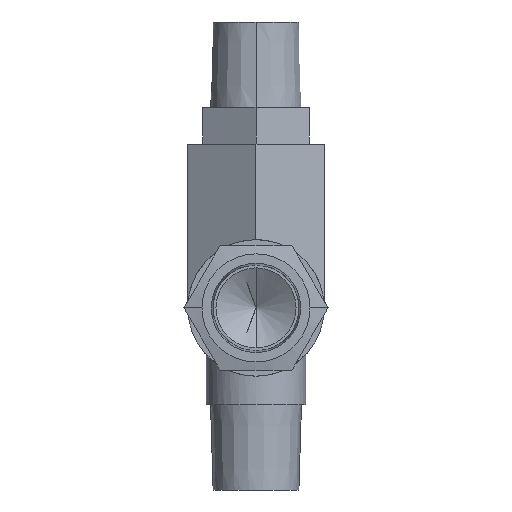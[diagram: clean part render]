
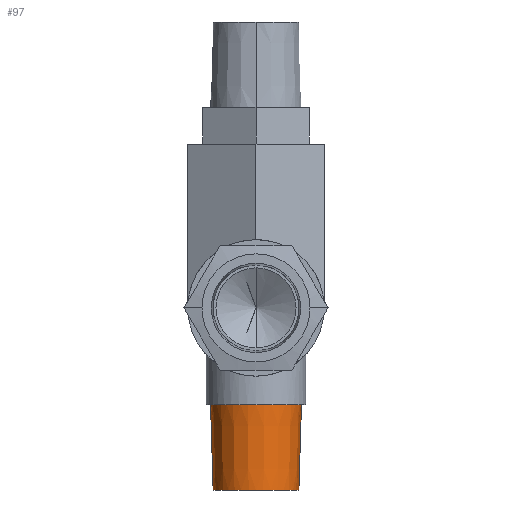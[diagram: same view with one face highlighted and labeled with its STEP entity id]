
A CAD part, front view. The second image highlights one B-rep face of the part: STEP entity #97.
In plain terms, the highlighted conical face has half-angle 1.715 degrees and reference radius 8.11 mm.
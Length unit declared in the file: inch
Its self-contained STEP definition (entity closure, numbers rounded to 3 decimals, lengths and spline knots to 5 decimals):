
#4 = CIRCLE ( 'NONE', #45, 0.30133 ) ;
#6 = CIRCLE ( 'NONE', #35, 0.31929 ) ;
#35 = AXIS2_PLACEMENT_3D ( 'NONE', #872, #870, #869 ) ;
#45 = AXIS2_PLACEMENT_3D ( 'NONE', #868, #867, #865 ) ;
#97 = ADVANCED_FACE ( 'NONE', ( #1885 ), #1561, .T. ) ;
#220 = EDGE_CURVE ( 'NONE', #1932, #1935, #1769, .T. ) ;
#223 = EDGE_CURVE ( 'NONE', #1933, #1934, #1768, .T. ) ;
#341 = CARTESIAN_POINT ( 'NONE',  ( 0.31929, 0.7, -0.679 ) ) ;
#343 = CARTESIAN_POINT ( 'NONE',  ( -0.31929, 0.7, -0.679 ) ) ;
#345 = CARTESIAN_POINT ( 'NONE',  ( -0.30133, 0.7, -1.279 ) ) ;
#346 = CARTESIAN_POINT ( 'NONE',  ( 0.30133, 0.7, -1.279 ) ) ;
#515 = EDGE_CURVE ( 'NONE', #1934, #1935, #6, .T. ) ;
#516 = EDGE_CURVE ( 'NONE', #1933, #1932, #4, .T. ) ;
#865 = DIRECTION ( 'NONE',  ( 1., 0., 0. ) ) ;
#867 = DIRECTION ( 'NONE',  ( 0., 0., 1. ) ) ;
#868 = CARTESIAN_POINT ( 'NONE',  ( 0., 0.7, -1.279 ) ) ;
#869 = DIRECTION ( 'NONE',  ( 1., 0., 0. ) ) ;
#870 = DIRECTION ( 'NONE',  ( 0., 0., 1. ) ) ;
#872 = CARTESIAN_POINT ( 'NONE',  ( 0., 0.7, -0.679 ) ) ;
#1245 = ORIENTED_EDGE ( 'NONE', *, *, #220, .T. ) ;
#1246 = ORIENTED_EDGE ( 'NONE', *, *, #516, .T. ) ;
#1247 = ORIENTED_EDGE ( 'NONE', *, *, #515, .F. ) ;
#1254 = ORIENTED_EDGE ( 'NONE', *, *, #223, .F. ) ;
#1358 = EDGE_LOOP ( 'NONE', ( #1254, #1246, #1245, #1247 ) ) ;
#1561 = CONICAL_SURFACE ( 'NONE', #1568, 0.31929, 0.03 ) ;
#1568 = AXIS2_PLACEMENT_3D ( 'NONE', #2752, #2749, #2743 ) ;
#1768 = LINE ( 'NONE', #2329, #2115 ) ;
#1769 = LINE ( 'NONE', #2337, #2124 ) ;
#1885 = FACE_OUTER_BOUND ( 'NONE', #1358, .T. ) ;
#1932 = VERTEX_POINT ( 'NONE', #346 ) ;
#1933 = VERTEX_POINT ( 'NONE', #345 ) ;
#1934 = VERTEX_POINT ( 'NONE', #343 ) ;
#1935 = VERTEX_POINT ( 'NONE', #341 ) ;
#2115 = VECTOR ( 'NONE', #2328, 39.37008 ) ;
#2124 = VECTOR ( 'NONE', #2336, 39.37008 ) ;
#2328 = DIRECTION ( 'NONE',  ( -0.03, 0., 1. ) ) ;
#2329 = CARTESIAN_POINT ( 'NONE',  ( -0.31929, 0.7, -0.679 ) ) ;
#2336 = DIRECTION ( 'NONE',  ( 0.03, 0., 1. ) ) ;
#2337 = CARTESIAN_POINT ( 'NONE',  ( 0.31929, 0.7, -0.679 ) ) ;
#2743 = DIRECTION ( 'NONE',  ( 1., 0., 0. ) ) ;
#2749 = DIRECTION ( 'NONE',  ( 0., 0., 1. ) ) ;
#2752 = CARTESIAN_POINT ( 'NONE',  ( 0., 0.7, -0.679 ) ) ;
